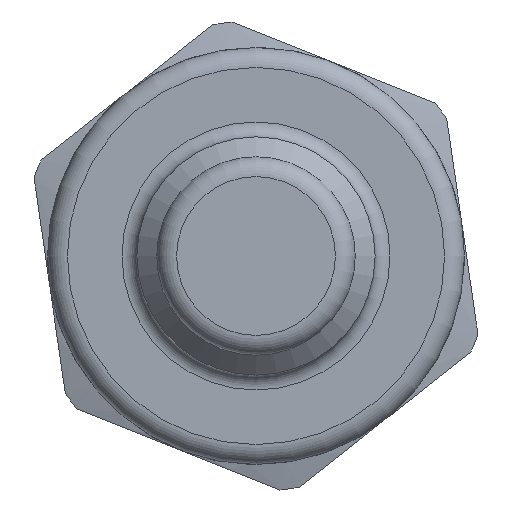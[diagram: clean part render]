
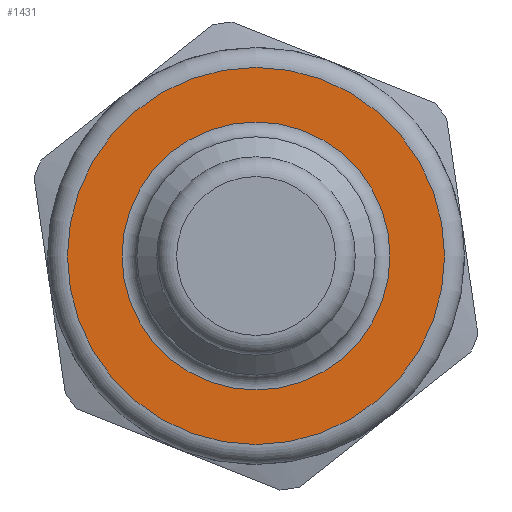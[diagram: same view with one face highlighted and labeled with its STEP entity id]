
A CAD part, left-side view. The second image highlights one B-rep face of the part: STEP entity #1431.
In plain terms, the highlighted planar face has unit normal (-1, 0, 0).
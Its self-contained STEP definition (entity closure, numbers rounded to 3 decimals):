
#1377=CARTESIAN_POINT('',(20.0,9.5,0.0));
#1378=VERTEX_POINT('',#1377);
#1379=CARTESIAN_POINT('',(20.0,0.0,0.0));
#1380=DIRECTION('',(1.0,0.0,0.0));
#1381=DIRECTION('',(0.0,-1.0,0.0));
#1382=AXIS2_PLACEMENT_3D('',#1379,#1380,#1381);
#1383=CIRCLE('',#1382,9.5);
#1384=EDGE_CURVE('',#1378,#1378,#1383,.T.);
#1412=CARTESIAN_POINT('',(20.0,8.25,0.0));
#1413=DIRECTION('',(-1.0,0.0,0.0));
#1414=DIRECTION('',(0.0,0.0,1.0));
#1415=AXIS2_PLACEMENT_3D('',#1412,#1413,#1414);
#1416=PLANE('',#1415);
#1417=ORIENTED_EDGE('',*,*,#1384,.F.);
#1418=EDGE_LOOP('',(#1417));
#1419=FACE_OUTER_BOUND('',#1418,.T.);
#1420=CARTESIAN_POINT('',(20.0,6.75,0.));
#1421=VERTEX_POINT('',#1420);
#1422=CARTESIAN_POINT('',(20.0,0.0,0.0));
#1423=DIRECTION('',(-1.0,0.0,0.0));
#1424=DIRECTION('',(0.0,-1.0,0.0));
#1425=AXIS2_PLACEMENT_3D('',#1422,#1423,#1424);
#1426=CIRCLE('',#1425,6.75);
#1427=EDGE_CURVE('',#1421,#1421,#1426,.T.);
#1428=ORIENTED_EDGE('',*,*,#1427,.F.);
#1429=EDGE_LOOP('',(#1428));
#1430=FACE_BOUND('',#1429,.T.);
#1431=ADVANCED_FACE('',(#1419,#1430),#1416,.T.);
